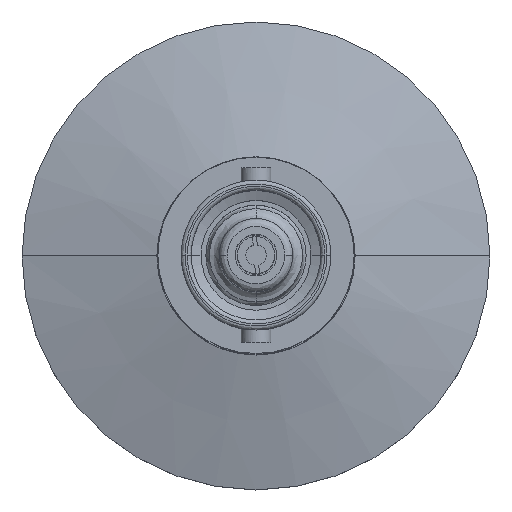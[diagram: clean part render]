
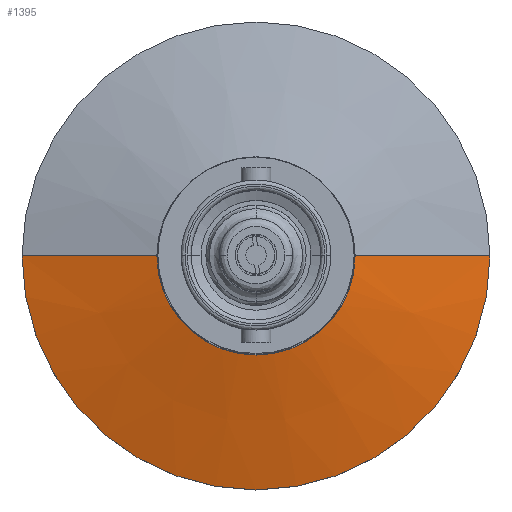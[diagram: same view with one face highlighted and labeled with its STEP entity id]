
A CAD part, top view. The second image highlights one B-rep face of the part: STEP entity #1395.
In plain terms, the highlighted conical face has half-angle 75 degrees and reference radius 14.986 mm.
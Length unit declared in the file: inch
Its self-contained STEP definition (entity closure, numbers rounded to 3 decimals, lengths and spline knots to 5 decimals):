
#92 = CARTESIAN_POINT ( 'NONE',  ( 0., 0., 0.1 ) ) ;
#122 = CARTESIAN_POINT ( 'NONE',  ( 0.59, 0., 0.1 ) ) ;
#374 = DIRECTION ( 'NONE',  ( -1., 0., 0. ) ) ;
#376 = EDGE_CURVE ( 'NONE', #2609, #2707, #3413, .T. ) ;
#664 = VECTOR ( 'NONE', #1903, 39.37008 ) ;
#912 = DIRECTION ( 'NONE',  ( 0., 0., -1. ) ) ;
#924 = EDGE_CURVE ( 'NONE', #2582, #2991, #3268, .T. ) ;
#990 = CARTESIAN_POINT ( 'NONE',  ( -0.25, 0., 0.1911 ) ) ;
#1291 = CIRCLE ( 'NONE', #1813, 0.25 ) ;
#1306 = CONICAL_SURFACE ( 'NONE', #3039, 0.59, 1.309 ) ;
#1362 = DIRECTION ( 'NONE',  ( 0.966, 0., -0.259 ) ) ;
#1395 = ADVANCED_FACE ( 'NONE', ( #3520 ), #1306, .T. ) ;
#1410 = ORIENTED_EDGE ( 'NONE', *, *, #924, .F. ) ;
#1495 = DIRECTION ( 'NONE',  ( 0., 0., -1. ) ) ;
#1733 = EDGE_LOOP ( 'NONE', ( #1410, #3036, #2920, #2363 ) ) ;
#1813 = AXIS2_PLACEMENT_3D ( 'NONE', #2561, #912, #2836 ) ;
#1826 = CARTESIAN_POINT ( 'NONE',  ( 0.25, 0., 0.1911 ) ) ;
#1903 = DIRECTION ( 'NONE',  ( -0.966, 0., -0.259 ) ) ;
#1943 = CARTESIAN_POINT ( 'NONE',  ( -0.59, 0., 0.1 ) ) ;
#2003 = EDGE_CURVE ( 'NONE', #2991, #2707, #3573, .T. ) ;
#2044 = DIRECTION ( 'NONE',  ( 0., 0., -1. ) ) ;
#2146 = CARTESIAN_POINT ( 'NONE',  ( -0.59, 0., 0.1 ) ) ;
#2226 = AXIS2_PLACEMENT_3D ( 'NONE', #92, #2044, #374 ) ;
#2363 = ORIENTED_EDGE ( 'NONE', *, *, #2003, .F. ) ;
#2549 = VECTOR ( 'NONE', #1362, 39.37008 ) ;
#2561 = CARTESIAN_POINT ( 'NONE',  ( 0., 0., 0.1911 ) ) ;
#2582 = VERTEX_POINT ( 'NONE', #1826 ) ;
#2609 = VERTEX_POINT ( 'NONE', #990 ) ;
#2707 = VERTEX_POINT ( 'NONE', #2146 ) ;
#2836 = DIRECTION ( 'NONE',  ( -1., 0., 0. ) ) ;
#2872 = CARTESIAN_POINT ( 'NONE',  ( 0., 0., 0.1 ) ) ;
#2920 = ORIENTED_EDGE ( 'NONE', *, *, #376, .T. ) ;
#2991 = VERTEX_POINT ( 'NONE', #122 ) ;
#2997 = CARTESIAN_POINT ( 'NONE',  ( 0.59, 0., 0.1 ) ) ;
#3036 = ORIENTED_EDGE ( 'NONE', *, *, #3217, .T. ) ;
#3039 = AXIS2_PLACEMENT_3D ( 'NONE', #2872, #1495, #3141 ) ;
#3141 = DIRECTION ( 'NONE',  ( -1., 0., 0. ) ) ;
#3217 = EDGE_CURVE ( 'NONE', #2582, #2609, #1291, .T. ) ;
#3268 = LINE ( 'NONE', #2997, #2549 ) ;
#3413 = LINE ( 'NONE', #1943, #664 ) ;
#3520 = FACE_OUTER_BOUND ( 'NONE', #1733, .T. ) ;
#3573 = CIRCLE ( 'NONE', #2226, 0.59 ) ;
